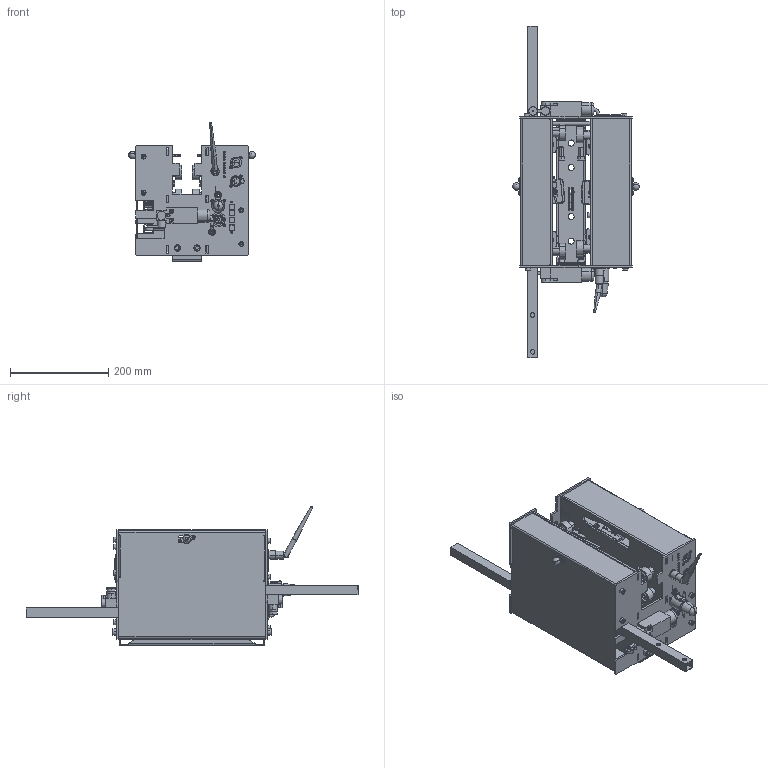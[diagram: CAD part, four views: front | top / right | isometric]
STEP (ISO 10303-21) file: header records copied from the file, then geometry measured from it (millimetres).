
FILE_DESCRIPTION (( 'STEP AP214' ), '1' );
FILE_NAME ('356.001.201_Trackrunner_UPRIGTH.STEP', '2019-04-11T12:55:36', ( '' ), ( '' ), 'SwSTEP 2.0', 'SolidWorks 2018', '' );
FILE_SCHEMA (( 'AUTOMOTIVE_DESIGN' ));
Length unit declared in the file: millimetre
Products named in the file (1): 356.001.201_Trackrunner_UPRIGTH
Bounding box: 257.15 x 677 x 283.67 mm (x, y, z)
Surface area: 1093219.1 mm2 (no closed solid volume)
Topology: 0 solids, 235 shells, 1469 faces, 6530 edges, 5119 vertices
Faces by surface type: plane 655, cylinder 545, torus 114, cone 79, bspline 64, sphere 12
Entity records: 87643 total; most frequent: CARTESIAN_POINT 18238, DIRECTION 11376, ORIENTED_EDGE 9101, EDGE_CURVE 6492, VERTEX_POINT 5113, AXIS2_PLACEMENT_3D 4037, LINE 3302, VECTOR 3302
